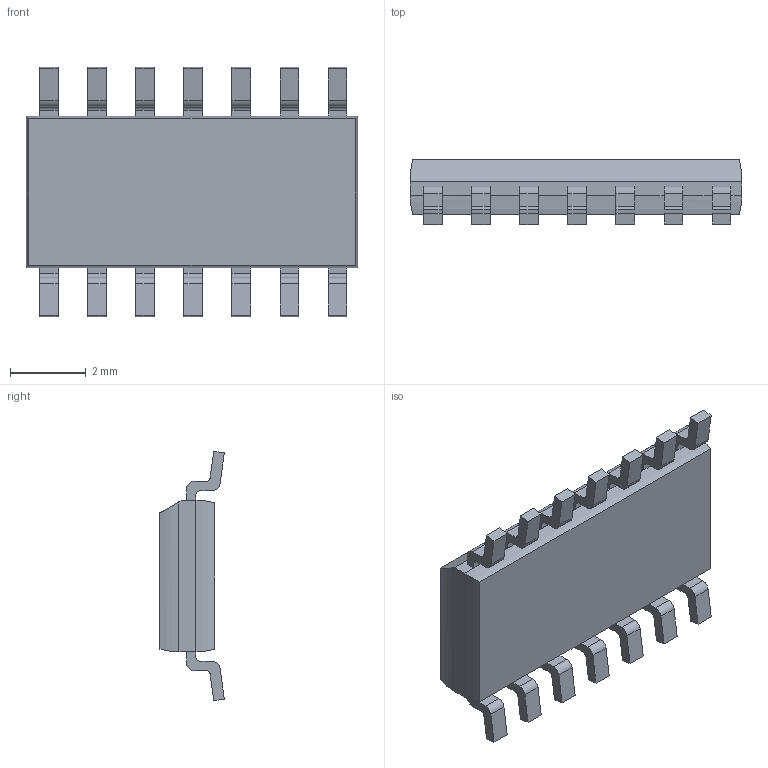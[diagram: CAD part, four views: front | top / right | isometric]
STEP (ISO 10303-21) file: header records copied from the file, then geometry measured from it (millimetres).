
FILE_DESCRIPTION (( 'STEP AP203' ), '1' );
FILE_NAME ('TJA1463.STEP', '2022-06-05T11:22:48', ( '' ), ( '' ), 'SwSTEP 2.0', 'SolidWorks 2020', '' );
FILE_SCHEMA (( 'CONFIG_CONTROL_DESIGN' ));
Length unit declared in the file: millimetre
Products named in the file (1): TJA1463
Bounding box: 8.75 x 1.71 x 6.58 mm (x, y, z)
Volume: 52.8 mm3; surface area: 141 mm2
Topology: 1 solids, 1 shells, 343 faces, 955 edges, 630 vertices
Faces by surface type: plane 247, cylinder 71, bspline 25
Entity records: 12183 total; most frequent: CARTESIAN_POINT 3389, ORIENTED_EDGE 1910, DIRECTION 1654, EDGE_CURVE 955, LINE 760, VECTOR 760, VERTEX_POINT 630, AXIS2_PLACEMENT_3D 447
